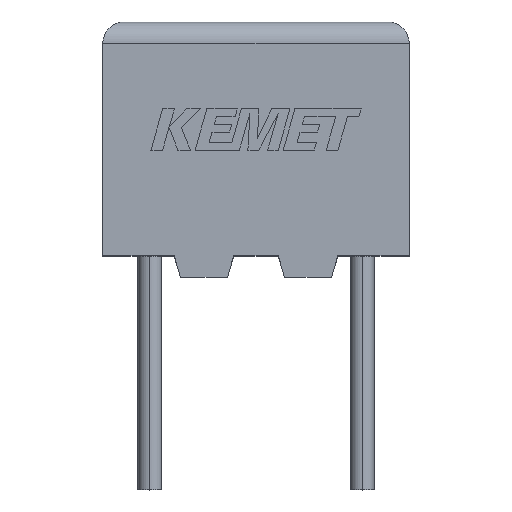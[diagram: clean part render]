
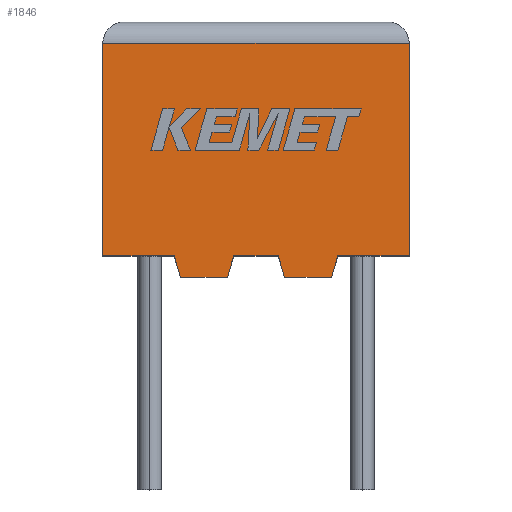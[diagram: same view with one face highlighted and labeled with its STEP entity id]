
A CAD part, top view. The second image highlights one B-rep face of the part: STEP entity #1846.
In plain terms, the highlighted planar face has unit normal (0, 0, 1).
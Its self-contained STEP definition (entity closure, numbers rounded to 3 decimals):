
#17 = LINE ( 'NONE', #496, #534 ) ;
#28 = ORIENTED_EDGE ( 'NONE', *, *, #436, .T. ) ;
#82 = ORIENTED_EDGE ( 'NONE', *, *, #1163, .T. ) ;
#86 = PLANE ( 'NONE',  #1381 ) ;
#131 = LINE ( 'NONE', #2150, #2117 ) ;
#210 = CARTESIAN_POINT ( 'NONE',  ( 3.078, 0., 4.5 ) ) ;
#213 = CARTESIAN_POINT ( 'NONE',  ( 5.524, 0., 4.5 ) ) ;
#230 = EDGE_LOOP ( 'NONE', ( #334, #28, #2809, #2495, #2878, #1380, #2247, #82, #369, #2687, #562, #2318 ) ) ;
#283 = EDGE_CURVE ( 'NONE', #697, #845, #423, .T. ) ;
#306 = LINE ( 'NONE', #1362, #1125 ) ;
#334 = ORIENTED_EDGE ( 'NONE', *, *, #1953, .T. ) ;
#369 = ORIENTED_EDGE ( 'NONE', *, *, #1945, .F. ) ;
#392 = DIRECTION ( 'NONE',  ( 0.287, -0.958, 0. ) ) ;
#400 = VECTOR ( 'NONE', #2420, 1000. ) ;
#423 = LINE ( 'NONE', #1113, #1494 ) ;
#436 = EDGE_CURVE ( 'NONE', #2032, #945, #1440, .T. ) ;
#444 = DIRECTION ( 'NONE',  ( 0., 1., 0. ) ) ;
#469 = LINE ( 'NONE', #3186, #2999 ) ;
#493 = DIRECTION ( 'NONE',  ( 0.287, 0.958, 0. ) ) ;
#496 = CARTESIAN_POINT ( 'NONE',  ( 0., 0., 4.5 ) ) ;
#529 = VERTEX_POINT ( 'NONE', #2594 ) ;
#534 = VECTOR ( 'NONE', #2449, 1000. ) ;
#549 = DIRECTION ( 'NONE',  ( -0.287, -0.958, 0. ) ) ;
#562 = ORIENTED_EDGE ( 'NONE', *, *, #612, .F. ) ;
#589 = LINE ( 'NONE', #2291, #3173 ) ;
#612 = EDGE_CURVE ( 'NONE', #1152, #697, #589, .T. ) ;
#641 = DIRECTION ( 'NONE',  ( 0., -1., 0. ) ) ;
#697 = VERTEX_POINT ( 'NONE', #2793 ) ;
#744 = FACE_OUTER_BOUND ( 'NONE', #230, .T. ) ;
#745 = VERTEX_POINT ( 'NONE', #2556 ) ;
#845 = VERTEX_POINT ( 'NONE', #2824 ) ;
#862 = CARTESIAN_POINT ( 'NONE',  ( 0., 0., 4.5 ) ) ;
#866 = EDGE_CURVE ( 'NONE', #745, #2202, #2265, .T. ) ;
#945 = VERTEX_POINT ( 'NONE', #1137 ) ;
#949 = VECTOR ( 'NONE', #1609, 1000. ) ;
#972 = DIRECTION ( 'NONE',  ( 1., 0., 0. ) ) ;
#1110 = CARTESIAN_POINT ( 'NONE',  ( 4.122, 0., 4.5 ) ) ;
#1113 = CARTESIAN_POINT ( 'NONE',  ( 5.374, -0.5, 4.5 ) ) ;
#1121 = LINE ( 'NONE', #1178, #2482 ) ;
#1125 = VECTOR ( 'NONE', #641, 1000. ) ;
#1137 = CARTESIAN_POINT ( 'NONE',  ( 0., 5., 4.5 ) ) ;
#1152 = VERTEX_POINT ( 'NONE', #213 ) ;
#1163 = EDGE_CURVE ( 'NONE', #2509, #3205, #131, .T. ) ;
#1178 = CARTESIAN_POINT ( 'NONE',  ( 7.2, 0., 4.5 ) ) ;
#1222 = CARTESIAN_POINT ( 'NONE',  ( 7.2, 0., 4.5 ) ) ;
#1242 = CARTESIAN_POINT ( 'NONE',  ( 2.928, -0.5, 4.5 ) ) ;
#1289 = EDGE_CURVE ( 'NONE', #2202, #2509, #1451, .T. ) ;
#1362 = CARTESIAN_POINT ( 'NONE',  ( 0., 0., 4.5 ) ) ;
#1380 = ORIENTED_EDGE ( 'NONE', *, *, #866, .T. ) ;
#1381 = AXIS2_PLACEMENT_3D ( 'NONE', #2579, #2319, #1844 ) ;
#1401 = DIRECTION ( 'NONE',  ( 1., 0., 0. ) ) ;
#1440 = LINE ( 'NONE', #2456, #400 ) ;
#1451 = LINE ( 'NONE', #1242, #2246 ) ;
#1494 = VECTOR ( 'NONE', #2146, 1000. ) ;
#1538 = EDGE_CURVE ( 'NONE', #529, #745, #2607, .T. ) ;
#1580 = EDGE_CURVE ( 'NONE', #945, #2064, #306, .T. ) ;
#1609 = DIRECTION ( 'NONE',  ( 1., 0., 0. ) ) ;
#1667 = DIRECTION ( 'NONE',  ( -0.287, 0.958, 0. ) ) ;
#1844 = DIRECTION ( 'NONE',  ( -1., 0., 0. ) ) ;
#1846 = ADVANCED_FACE ( 'NONE', ( #744 ), #86, .F. ) ;
#1913 = VECTOR ( 'NONE', #972, 1000. ) ;
#1945 = EDGE_CURVE ( 'NONE', #845, #3205, #469, .T. ) ;
#1953 = EDGE_CURVE ( 'NONE', #2901, #2032, #1121, .T. ) ;
#2015 = VECTOR ( 'NONE', #392, 1000. ) ;
#2031 = CARTESIAN_POINT ( 'NONE',  ( 2.928, -0.5, 4.5 ) ) ;
#2032 = VERTEX_POINT ( 'NONE', #2134 ) ;
#2064 = VERTEX_POINT ( 'NONE', #2823 ) ;
#2117 = VECTOR ( 'NONE', #1401, 1000. ) ;
#2134 = CARTESIAN_POINT ( 'NONE',  ( 7.2, 5., 4.5 ) ) ;
#2146 = DIRECTION ( 'NONE',  ( -1., 0., 0. ) ) ;
#2150 = CARTESIAN_POINT ( 'NONE',  ( 0., 0., 4.5 ) ) ;
#2202 = VERTEX_POINT ( 'NONE', #2031 ) ;
#2246 = VECTOR ( 'NONE', #493, 1000. ) ;
#2247 = ORIENTED_EDGE ( 'NONE', *, *, #1289, .T. ) ;
#2265 = LINE ( 'NONE', #2346, #1913 ) ;
#2291 = CARTESIAN_POINT ( 'NONE',  ( 5.524, 0., 4.5 ) ) ;
#2318 = ORIENTED_EDGE ( 'NONE', *, *, #3099, .T. ) ;
#2319 = DIRECTION ( 'NONE',  ( 0., 0., -1. ) ) ;
#2346 = CARTESIAN_POINT ( 'NONE',  ( 1.826, -0.5, 4.5 ) ) ;
#2420 = DIRECTION ( 'NONE',  ( -1., 0., 0. ) ) ;
#2449 = DIRECTION ( 'NONE',  ( 1., 0., 0. ) ) ;
#2456 = CARTESIAN_POINT ( 'NONE',  ( 0., 5., 4.5 ) ) ;
#2482 = VECTOR ( 'NONE', #444, 1000. ) ;
#2495 = ORIENTED_EDGE ( 'NONE', *, *, #2720, .T. ) ;
#2509 = VERTEX_POINT ( 'NONE', #210 ) ;
#2556 = CARTESIAN_POINT ( 'NONE',  ( 1.826, -0.5, 4.5 ) ) ;
#2579 = CARTESIAN_POINT ( 'NONE',  ( 0., 0., 4.5 ) ) ;
#2594 = CARTESIAN_POINT ( 'NONE',  ( 1.676, 0., 4.5 ) ) ;
#2607 = LINE ( 'NONE', #2619, #2015 ) ;
#2619 = CARTESIAN_POINT ( 'NONE',  ( 1.676, 0., 4.5 ) ) ;
#2687 = ORIENTED_EDGE ( 'NONE', *, *, #283, .F. ) ;
#2720 = EDGE_CURVE ( 'NONE', #2064, #529, #17, .T. ) ;
#2793 = CARTESIAN_POINT ( 'NONE',  ( 5.374, -0.5, 4.5 ) ) ;
#2809 = ORIENTED_EDGE ( 'NONE', *, *, #1580, .T. ) ;
#2823 = CARTESIAN_POINT ( 'NONE',  ( 0., 0., 4.5 ) ) ;
#2824 = CARTESIAN_POINT ( 'NONE',  ( 4.272, -0.5, 4.5 ) ) ;
#2878 = ORIENTED_EDGE ( 'NONE', *, *, #1538, .T. ) ;
#2901 = VERTEX_POINT ( 'NONE', #1222 ) ;
#2933 = LINE ( 'NONE', #862, #949 ) ;
#2999 = VECTOR ( 'NONE', #1667, 1000. ) ;
#3099 = EDGE_CURVE ( 'NONE', #1152, #2901, #2933, .T. ) ;
#3173 = VECTOR ( 'NONE', #549, 1000. ) ;
#3186 = CARTESIAN_POINT ( 'NONE',  ( 4.272, -0.5, 4.5 ) ) ;
#3205 = VERTEX_POINT ( 'NONE', #1110 ) ;
